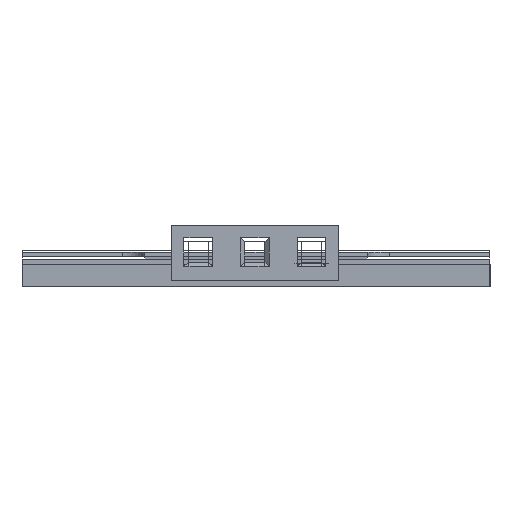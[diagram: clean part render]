
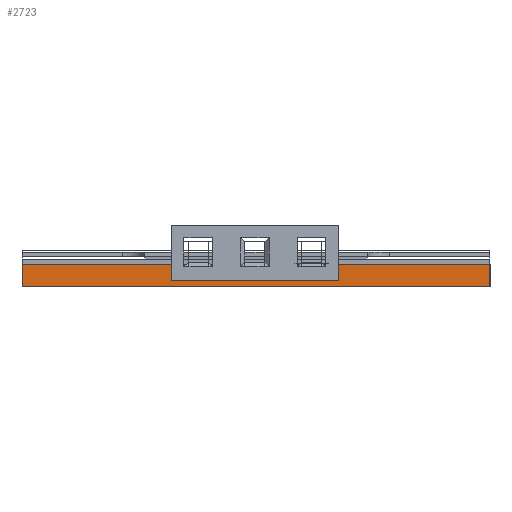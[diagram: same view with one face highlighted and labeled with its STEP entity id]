
A CAD part, left-side view. The second image highlights one B-rep face of the part: STEP entity #2723.
In plain terms, the highlighted planar face has unit normal (-1, 0, 0).
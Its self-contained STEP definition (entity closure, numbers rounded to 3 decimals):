
#33 = VECTOR ( 'NONE', #3327, 1000. ) ;
#285 = VECTOR ( 'NONE', #2280, 1000. ) ;
#393 = VERTEX_POINT ( 'NONE', #1176 ) ;
#563 = DIRECTION ( 'NONE',  ( 0., 0., 1. ) ) ;
#576 = EDGE_CURVE ( 'NONE', #1957, #1841, #3034, .T. ) ;
#683 = LINE ( 'NONE', #1346, #2035 ) ;
#844 = VERTEX_POINT ( 'NONE', #1433 ) ;
#1121 = ORIENTED_EDGE ( 'NONE', *, *, #576, .F. ) ;
#1129 = AXIS2_PLACEMENT_3D ( 'NONE', #1178, #3030, #1438 ) ;
#1148 = ORIENTED_EDGE ( 'NONE', *, *, #2820, .T. ) ;
#1170 = EDGE_CURVE ( 'NONE', #844, #393, #2079, .T. ) ;
#1176 = CARTESIAN_POINT ( 'NONE',  ( 40., -5.5, -1.36 ) ) ;
#1178 = CARTESIAN_POINT ( 'NONE',  ( 40., 15.5, -1.36 ) ) ;
#1346 = CARTESIAN_POINT ( 'NONE',  ( 40., 15.5, -1.36 ) ) ;
#1430 = PLANE ( 'NONE',  #1129 ) ;
#1433 = CARTESIAN_POINT ( 'NONE',  ( 40., 15.5, -1.36 ) ) ;
#1438 = DIRECTION ( 'NONE',  ( 0., -1., 0. ) ) ;
#1508 = CARTESIAN_POINT ( 'NONE',  ( 40., 15.5, -0.36 ) ) ;
#1545 = EDGE_CURVE ( 'NONE', #844, #1957, #683, .T. ) ;
#1838 = FACE_OUTER_BOUND ( 'NONE', #3190, .T. ) ;
#1841 = VERTEX_POINT ( 'NONE', #3157 ) ;
#1928 = CARTESIAN_POINT ( 'NONE',  ( 40., 15.5, -0.36 ) ) ;
#1957 = VERTEX_POINT ( 'NONE', #1928 ) ;
#2035 = VECTOR ( 'NONE', #563, 1000. ) ;
#2079 = LINE ( 'NONE', #3073, #33 ) ;
#2280 = DIRECTION ( 'NONE',  ( 0., -1., 0. ) ) ;
#2335 = VECTOR ( 'NONE', #2800, 1000. ) ;
#2425 = ORIENTED_EDGE ( 'NONE', *, *, #1545, .F. ) ;
#2723 = ADVANCED_FACE ( 'NONE', ( #1838 ), #1430, .T. ) ;
#2800 = DIRECTION ( 'NONE',  ( 0., 0., 1. ) ) ;
#2820 = EDGE_CURVE ( 'NONE', #393, #1841, #3029, .T. ) ;
#3029 = LINE ( 'NONE', #3063, #2335 ) ;
#3030 = DIRECTION ( 'NONE',  ( -1., 0., 0. ) ) ;
#3034 = LINE ( 'NONE', #1508, #285 ) ;
#3058 = ORIENTED_EDGE ( 'NONE', *, *, #1170, .T. ) ;
#3063 = CARTESIAN_POINT ( 'NONE',  ( 40., -5.5, -1.36 ) ) ;
#3073 = CARTESIAN_POINT ( 'NONE',  ( 40., 15.5, -1.36 ) ) ;
#3157 = CARTESIAN_POINT ( 'NONE',  ( 40., -5.5, -0.36 ) ) ;
#3190 = EDGE_LOOP ( 'NONE', ( #1121, #2425, #3058, #1148 ) ) ;
#3327 = DIRECTION ( 'NONE',  ( 0., -1., 0. ) ) ;
